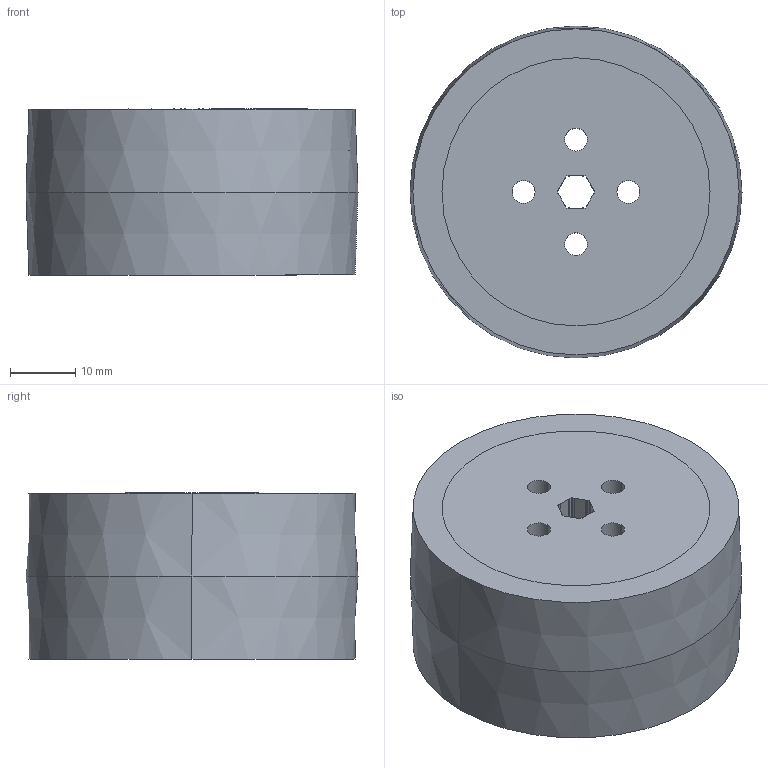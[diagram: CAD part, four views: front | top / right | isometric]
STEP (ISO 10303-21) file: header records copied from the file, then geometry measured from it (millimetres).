
FILE_DESCRIPTION (( 'STEP AP214' ), '1' );
FILE_NAME ('am-3664 2in Wheel Intergrated 5mm HEX REV2.STEP', '2018-07-23T19:20:04', ( '' ), ( '' ), 'SwSTEP 2.0', 'SolidWorks 2018', '' );
FILE_SCHEMA (( 'AUTOMOTIVE_DESIGN' ));
Length unit declared in the file: inch
Products named in the file (3): 2in Tread; am-3664 2in Wheel Intergrated 5mm HEX REV2; 2in Wheel Intergrated 5mm Hex Hub
Assembly tree (2 placements, depth 2):
  am-3664 2in Wheel Intergrated 5mm HEX REV2
    2in Wheel Intergrated 5mm Hex Hub
    2in Tread
Bounding box: 50.8 x 50.8 x 25.4 mm (x, y, z)
Volume: 40743.3 mm3; surface area: 19879.1 mm2
Topology: 2 solids, 2 shells, 229 faces, 554 edges, 330 vertices
Faces by surface type: bspline 74, cylinder 56, plane 51, torus 26, cone 20, sphere 2
Entity records: 9156 total; most frequent: CARTESIAN_POINT 4118, ORIENTED_EDGE 1108, DIRECTION 956, EDGE_CURVE 554, AXIS2_PLACEMENT_3D 396, VERTEX_POINT 330, EDGE_LOOP 242, CIRCLE 236
